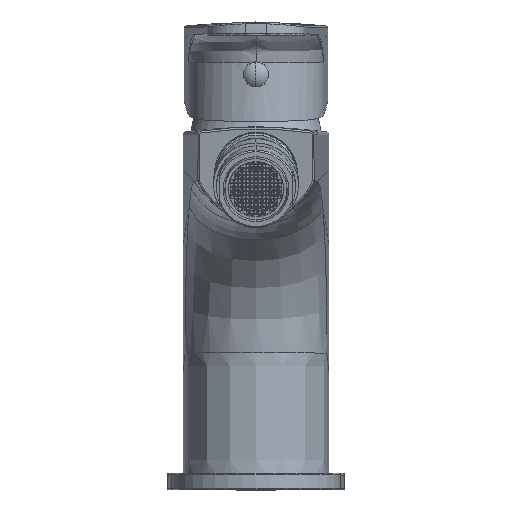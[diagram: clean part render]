
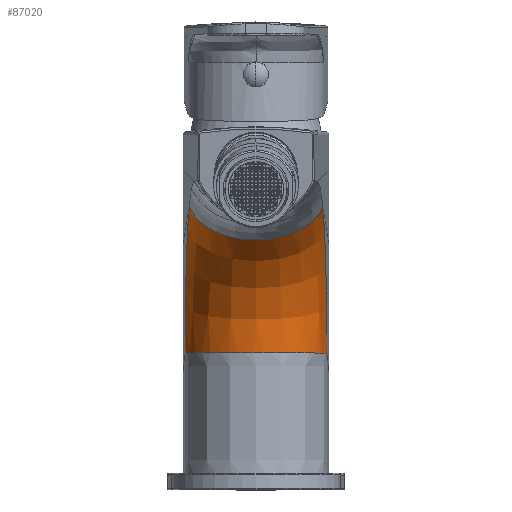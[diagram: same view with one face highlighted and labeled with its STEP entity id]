
A CAD part, top view. The second image highlights one B-rep face of the part: STEP entity #87020.
In plain terms, the highlighted free-form (B-spline) face has degree [3, 3] with [11, 7] control points.
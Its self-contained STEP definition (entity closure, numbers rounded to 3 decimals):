
#30410=CARTESIAN_POINT('',(-21.506,36.5,1.899));
#30411=CARTESIAN_POINT('',(-21.506,41.236,
1.899));
#30412=CARTESIAN_POINT('',(-21.446,50.707,
3.304));
#30413=CARTESIAN_POINT('',(-21.182,63.688,
9.445));
#30414=CARTESIAN_POINT('',(-20.767,74.323,
19.09));
#30415=CARTESIAN_POINT('',(-20.414,79.236,
27.301));
#30416=CARTESIAN_POINT('',(-20.226,81.043,
31.674));
#30418=CARTESIAN_POINT('',(-21.506,36.5,1.899));
#30419=CARTESIAN_POINT('',(-21.427,36.5,3.724));
#30420=CARTESIAN_POINT('',(-20.495,36.5,9.17));
#30421=CARTESIAN_POINT('',(-16.043,36.5,16.399));
#30422=CARTESIAN_POINT('',(-8.22,36.5,21.44));
#30423=CARTESIAN_POINT('',(0.,36.5,23.03));
#30424=CARTESIAN_POINT('',(8.22,36.5,21.44));
#30425=CARTESIAN_POINT('',(16.043,36.5,16.399));
#30426=CARTESIAN_POINT('',(20.495,36.5,9.17));
#30427=CARTESIAN_POINT('',(21.427,36.5,3.724));
#30428=CARTESIAN_POINT('',(21.506,36.5,1.899));
#30430=CARTESIAN_POINT('',(20.226,81.043,31.674));
#30431=CARTESIAN_POINT('',(19.618,79.447,33.091));
#30432=CARTESIAN_POINT('',(17.696,76.537,35.82));
#30433=CARTESIAN_POINT('',(12.958,73.243,39.14));
#30434=CARTESIAN_POINT('',(6.844,71.193,41.303));
#30435=CARTESIAN_POINT('',(0.,70.498,42.054));
#30436=CARTESIAN_POINT('',(-6.844,71.193,
41.303));
#30437=CARTESIAN_POINT('',(-12.958,73.243,
39.14));
#30438=CARTESIAN_POINT('',(-17.696,76.537,
35.82));
#30439=CARTESIAN_POINT('',(-19.618,79.447,
33.091));
#30440=CARTESIAN_POINT('',(-20.226,81.043,
31.674));
#30478=CARTESIAN_POINT('',(21.506,36.5,1.899));
#30479=CARTESIAN_POINT('',(21.506,41.236,1.899));
#30480=CARTESIAN_POINT('',(21.446,50.707,3.304));
#30481=CARTESIAN_POINT('',(21.182,63.688,9.445));
#30482=CARTESIAN_POINT('',(20.767,74.323,19.09));
#30483=CARTESIAN_POINT('',(20.414,79.236,27.301));
#30484=CARTESIAN_POINT('',(20.226,81.043,31.674));
#36377=VERTEX_POINT('',#30430);
#36378=VERTEX_POINT('',#30440);
#36379=VERTEX_POINT('',#30418);
#36380=VERTEX_POINT('',#30428);
#86934=CARTESIAN_POINT('',(21.522,35.925,1.28));
#86935=CARTESIAN_POINT('',(21.537,40.9,1.212));
#86936=CARTESIAN_POINT('',(21.5,50.675,2.593));
#86937=CARTESIAN_POINT('',(21.262,63.953,8.878));
#86938=CARTESIAN_POINT('',(20.869,74.813,18.759));
#86939=CARTESIAN_POINT('',(20.525,79.798,27.263));
#86940=CARTESIAN_POINT('',(20.337,81.621,31.882));
#86941=CARTESIAN_POINT('',(21.489,35.952,4.223));
#86942=CARTESIAN_POINT('',(21.445,40.691,4.202));
#86943=CARTESIAN_POINT('',(21.299,50.,5.574));
#86944=CARTESIAN_POINT('',(20.916,62.688,11.568));
#86945=CARTESIAN_POINT('',(20.391,73.15,20.938));
#86946=CARTESIAN_POINT('',(19.964,78.049,29.001));
#86947=CARTESIAN_POINT('',(19.736,79.882,33.388));
#86948=CARTESIAN_POINT('',(20.231,36.,9.889));
#86949=CARTESIAN_POINT('',(20.108,40.329,9.908));
#86950=CARTESIAN_POINT('',(19.82,48.835,11.189));
#86951=CARTESIAN_POINT('',(19.255,60.501,16.583));
#86952=CARTESIAN_POINT('',(18.574,70.265,24.982));
#86953=CARTESIAN_POINT('',(18.057,74.997,32.231));
#86954=CARTESIAN_POINT('',(17.785,76.834,36.191));
#86955=CARTESIAN_POINT('',(15.274,36.051,16.898));
#86956=CARTESIAN_POINT('',(15.131,39.937,16.903));
#86957=CARTESIAN_POINT('',(14.819,47.57,17.978));
#86958=CARTESIAN_POINT('',(14.265,58.119,22.578));
#86959=CARTESIAN_POINT('',(13.635,67.105,29.796));
#86960=CARTESIAN_POINT('',(13.172,71.629,36.081));
#86961=CARTESIAN_POINT('',(12.93,73.455,39.537));
#86962=CARTESIAN_POINT('',(8.232,36.082,21.441));
#86963=CARTESIAN_POINT('',(8.141,39.702,21.414));
#86964=CARTESIAN_POINT('',(7.946,46.812,22.323));
#86965=CARTESIAN_POINT('',(7.612,56.688,26.391));
#86966=CARTESIAN_POINT('',(7.239,65.2,32.849));
#86967=CARTESIAN_POINT('',(6.969,69.59,38.525));
#86968=CARTESIAN_POINT('',(6.828,71.404,41.663));
#86969=CARTESIAN_POINT('',(0.,36.092,23.033));
#86970=CARTESIAN_POINT('',(0.,39.622,22.991));
#86971=CARTESIAN_POINT('',(0.,46.556,23.836));
#86972=CARTESIAN_POINT('',(0.,56.205,27.715));
#86973=CARTESIAN_POINT('',(0.,64.555,33.908));
#86974=CARTESIAN_POINT('',(0.,68.899,39.373));
#86975=CARTESIAN_POINT('',(0.,70.708,42.401));
#86976=CARTESIAN_POINT('',(-8.232,36.082,
21.441));
#86977=CARTESIAN_POINT('',(-8.141,39.702,
21.414));
#86978=CARTESIAN_POINT('',(-7.946,46.812,
22.323));
#86979=CARTESIAN_POINT('',(-7.612,56.688,
26.391));
#86980=CARTESIAN_POINT('',(-7.239,65.2,
32.849));
#86981=CARTESIAN_POINT('',(-6.969,69.59,
38.525));
#86982=CARTESIAN_POINT('',(-6.828,71.404,
41.663));
#86983=CARTESIAN_POINT('',(-15.274,36.051,
16.898));
#86984=CARTESIAN_POINT('',(-15.131,39.937,
16.903));
#86985=CARTESIAN_POINT('',(-14.819,47.57,
17.978));
#86986=CARTESIAN_POINT('',(-14.265,58.119,
22.578));
#86987=CARTESIAN_POINT('',(-13.635,67.105,
29.796));
#86988=CARTESIAN_POINT('',(-13.172,71.629,
36.081));
#86989=CARTESIAN_POINT('',(-12.93,73.455,
39.537));
#86990=CARTESIAN_POINT('',(-20.231,36.,
9.888));
#86991=CARTESIAN_POINT('',(-20.109,40.329,
9.907));
#86992=CARTESIAN_POINT('',(-19.82,48.835,
11.188));
#86993=CARTESIAN_POINT('',(-19.255,60.501,
16.583));
#86994=CARTESIAN_POINT('',(-18.575,70.266,
24.982));
#86995=CARTESIAN_POINT('',(-18.058,74.997,
32.23));
#86996=CARTESIAN_POINT('',(-17.785,76.834,
36.191));
#86997=CARTESIAN_POINT('',(-21.489,35.952,
4.222));
#86998=CARTESIAN_POINT('',(-21.445,40.691,
4.201));
#86999=CARTESIAN_POINT('',(-21.3,50.,
5.573));
#87000=CARTESIAN_POINT('',(-20.916,62.688,
11.567));
#87001=CARTESIAN_POINT('',(-20.391,73.151,
20.937));
#87002=CARTESIAN_POINT('',(-19.965,78.05,
29.));
#87003=CARTESIAN_POINT('',(-19.736,79.883,
33.387));
#87004=CARTESIAN_POINT('',(-21.522,35.925,
1.278));
#87005=CARTESIAN_POINT('',(-21.537,40.9,
1.21));
#87006=CARTESIAN_POINT('',(-21.5,50.676,
2.591));
#87007=CARTESIAN_POINT('',(-21.263,63.954,
8.876));
#87008=CARTESIAN_POINT('',(-20.87,74.814,
18.758));
#87009=CARTESIAN_POINT('',(-20.525,79.8,
27.262));
#87010=CARTESIAN_POINT('',(-20.337,81.622,
31.881));
#87011=B_SPLINE_SURFACE_WITH_KNOTS('',3,3,((#86934,#86935,#86936,#86937,#86938,
#86939,#86940),(#86941,#86942,#86943,#86944,#86945,#86946,#86947),(#86948,
#86949,#86950,#86951,#86952,#86953,#86954),(#86955,#86956,#86957,#86958,#86959,
#86960,#86961),(#86962,#86963,#86964,#86965,#86966,#86967,#86968),(#86969,
#86970,#86971,#86972,#86973,#86974,#86975),(#86976,#86977,#86978,#86979,#86980,
#86981,#86982),(#86983,#86984,#86985,#86986,#86987,#86988,#86989),(#86990,
#86991,#86992,#86993,#86994,#86995,#86996),(#86997,#86998,#86999,#87000,#87001,
#87002,#87003),(#87004,#87005,#87006,#87007,#87008,#87009,#87010)),
.UNSPECIFIED.,.F.,.F.,.F.,(4,1,1,1,1,1,1,1,4),(4,1,1,1,4),(-0.009,
0.125,0.25,0.375,0.5,0.625,0.75,0.875,1.01),(
-0.006,0.153,0.305,0.458,
0.616),.UNSPECIFIED.);
#87012=ORIENTED_EDGE('',*,*,#86712,.F.);
#87013=ORIENTED_EDGE('',*,*,#86921,.T.);
#87015=ORIENTED_EDGE('',*,*,#87014,.F.);
#87017=ORIENTED_EDGE('',*,*,#87016,.F.);
#87018=EDGE_LOOP('',(#87012,#87013,#87015,#87017));
#87019=FACE_OUTER_BOUND('',#87018,.F.);
#87020=ADVANCED_FACE('',(#87019),#87011,.F.);
#30417=B_SPLINE_CURVE_WITH_KNOTS('',3,(#30410,#30411,#30412,#30413,#30414,
#30415,#30416),.UNSPECIFIED.,.F.,.F.,(4,1,1,1,4),(0.,0.25,0.5,0.75,
1.),.UNSPECIFIED.);
#30429=B_SPLINE_CURVE_WITH_KNOTS('',3,(#30418,#30419,#30420,#30421,#30422,
#30423,#30424,#30425,#30426,#30427,#30428),.UNSPECIFIED.,.F.,.F.,(4,1,1,1,1,1,1,
1,4),(0.,0.083,0.25,0.375,0.5,0.625,0.75,
0.917,1.),.UNSPECIFIED.);
#30441=B_SPLINE_CURVE_WITH_KNOTS('',3,(#30430,#30431,#30432,#30433,#30434,
#30435,#30436,#30437,#30438,#30439,#30440),.UNSPECIFIED.,.F.,.F.,(4,1,1,1,1,1,1,
1,4),(0.,0.125,0.25,0.375,0.5,0.625,0.75,0.875,1.),
.UNSPECIFIED.);
#30485=B_SPLINE_CURVE_WITH_KNOTS('',3,(#30478,#30479,#30480,#30481,#30482,
#30483,#30484),.UNSPECIFIED.,.F.,.F.,(4,1,1,1,4),(0.,0.25,0.5,0.75,
1.),.UNSPECIFIED.);
#86712=EDGE_CURVE('',#36379,#36380,#30429,.T.);
#86921=EDGE_CURVE('',#36379,#36378,#30417,.T.);
#87014=EDGE_CURVE('',#36377,#36378,#30441,.T.);
#87016=EDGE_CURVE('',#36380,#36377,#30485,.T.);
